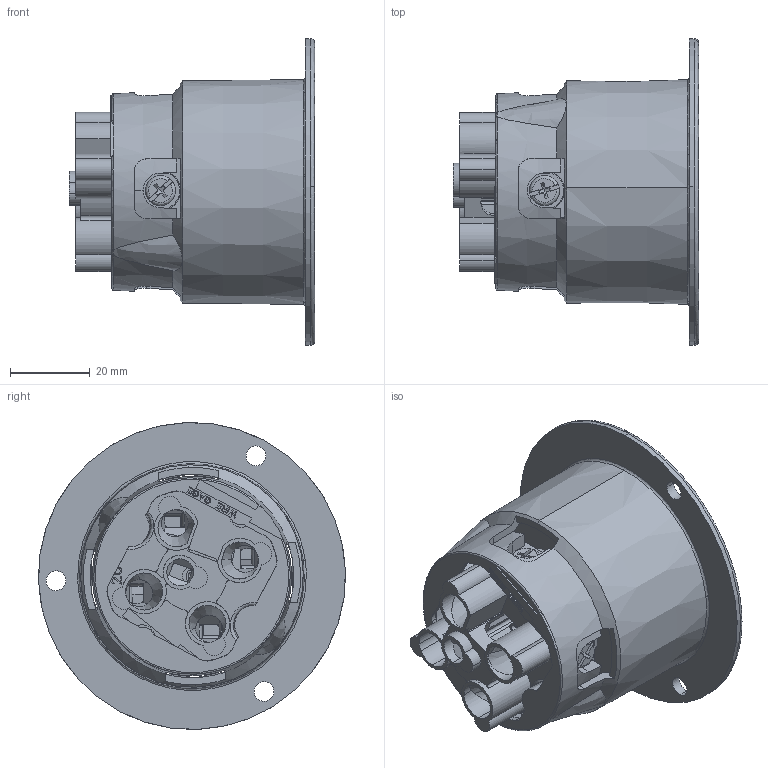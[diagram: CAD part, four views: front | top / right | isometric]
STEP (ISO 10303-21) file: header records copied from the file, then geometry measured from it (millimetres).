
FILE_DESCRIPTION (( 'STEP AP203' ), '1' );
FILE_NAME ('ORC6150-M01.STEP', '2025-03-18T02:24:50', ( '' ), ( '' ), 'SwSTEP 2.0', 'SolidWorks 2024', '' );
FILE_SCHEMA (( 'CONFIG_CONTROL_DESIGN' ));
Length unit declared in the file: inch
Products named in the file (1): ORC6150-M01
Bounding box: 61.49 x 76.94 x 76.94 mm (x, y, z)
Surface area: 47173.8 mm2 (no closed solid volume)
Topology: 0 solids, 24 shells, 2244 faces, 6245 edges, 4135 vertices
Faces by surface type: plane 1331, cylinder 580, bspline 209, cone 116, torus 8
Entity records: 88846 total; most frequent: CARTESIAN_POINT 34120, ORIENTED_EDGE 12450, DIRECTION 9769, EDGE_CURVE 6235, VERTEX_POINT 4135, LINE 3641, VECTOR 3641, AXIS2_PLACEMENT_3D 3064
